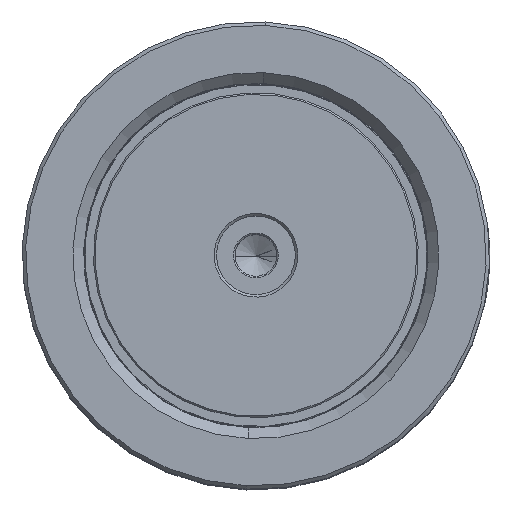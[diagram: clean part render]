
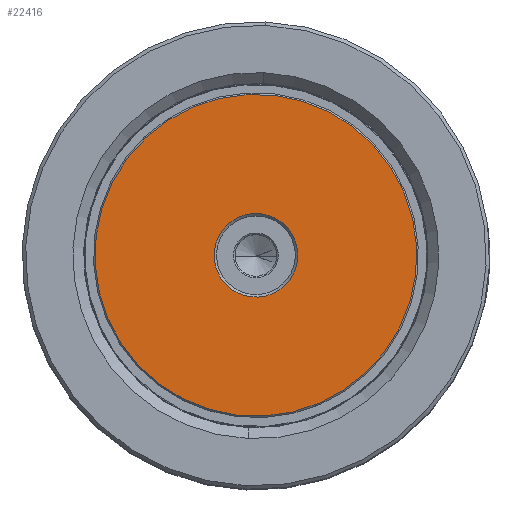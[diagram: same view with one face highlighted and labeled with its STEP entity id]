
A CAD part, top view. The second image highlights one B-rep face of the part: STEP entity #22416.
In plain terms, the highlighted face is planar.
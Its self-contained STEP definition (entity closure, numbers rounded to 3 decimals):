
#1054 = DIRECTION ( 'NONE',  ( 1., 0., 0. ) ) ;
#1903 = AXIS2_PLACEMENT_3D ( 'NONE', #24744, #2029, #28720 ) ;
#2029 = DIRECTION ( 'NONE',  ( 0., 0., 1. ) ) ;
#3562 = AXIS2_PLACEMENT_3D ( 'NONE', #16943, #47308, #4896 ) ;
#4678 = CIRCLE ( 'NONE', #3562, 32.7 ) ;
#4694 = DIRECTION ( 'NONE',  ( 0., 0., -1. ) ) ;
#4896 = DIRECTION ( 'NONE',  ( 1., 0., 0. ) ) ;
#5591 = EDGE_LOOP ( 'NONE', ( #12161, #30810 ) ) ;
#7899 = CARTESIAN_POINT ( 'NONE',  ( -32.7, 0., 0. ) ) ;
#8988 = CIRCLE ( 'NONE', #25732, 8.5 ) ;
#10266 = VERTEX_POINT ( 'NONE', #46168 ) ;
#11717 = EDGE_CURVE ( 'NONE', #10266, #40382, #20627, .T. ) ;
#11980 = DIRECTION ( 'NONE',  ( 1., 0., 0. ) ) ;
#12161 = ORIENTED_EDGE ( 'NONE', *, *, #11717, .T. ) ;
#13166 = AXIS2_PLACEMENT_3D ( 'NONE', #15898, #4694, #1054 ) ;
#13341 = CIRCLE ( 'NONE', #1903, 8.5 ) ;
#13802 = DIRECTION ( 'NONE',  ( 0., 0., 1. ) ) ;
#14823 = CARTESIAN_POINT ( 'NONE',  ( 8.5, 0., 0. ) ) ;
#15898 = CARTESIAN_POINT ( 'NONE',  ( 0., 0., 0. ) ) ;
#16006 = CARTESIAN_POINT ( 'NONE',  ( 0., 0., 0. ) ) ;
#16943 = CARTESIAN_POINT ( 'NONE',  ( 0., 0., 0. ) ) ;
#20627 = CIRCLE ( 'NONE', #13166, 32.7 ) ;
#21101 = EDGE_CURVE ( 'NONE', #43705, #48610, #8988, .T. ) ;
#22346 = ORIENTED_EDGE ( 'NONE', *, *, #21101, .T. ) ;
#22416 = ADVANCED_FACE ( 'NONE', ( #44787, #23334 ), #36887, .F. ) ;
#23334 = FACE_BOUND ( 'NONE', #37841, .T. ) ;
#23617 = ORIENTED_EDGE ( 'NONE', *, *, #33275, .T. ) ;
#24744 = CARTESIAN_POINT ( 'NONE',  ( 0., 0., 0. ) ) ;
#25732 = AXIS2_PLACEMENT_3D ( 'NONE', #16006, #27360, #11980 ) ;
#27360 = DIRECTION ( 'NONE',  ( 0., 0., 1. ) ) ;
#28468 = CARTESIAN_POINT ( 'NONE',  ( -8.5, 0., 0. ) ) ;
#28720 = DIRECTION ( 'NONE',  ( 1., 0., 0. ) ) ;
#29169 = DIRECTION ( 'NONE',  ( 1., 0., 0. ) ) ;
#30810 = ORIENTED_EDGE ( 'NONE', *, *, #40537, .T. ) ;
#33275 = EDGE_CURVE ( 'NONE', #48610, #43705, #13341, .T. ) ;
#33717 = AXIS2_PLACEMENT_3D ( 'NONE', #48368, #13802, #29169 ) ;
#36887 = PLANE ( 'NONE',  #33717 ) ;
#37841 = EDGE_LOOP ( 'NONE', ( #22346, #23617 ) ) ;
#40382 = VERTEX_POINT ( 'NONE', #7899 ) ;
#40537 = EDGE_CURVE ( 'NONE', #40382, #10266, #4678, .T. ) ;
#43705 = VERTEX_POINT ( 'NONE', #28468 ) ;
#44787 = FACE_OUTER_BOUND ( 'NONE', #5591, .T. ) ;
#46168 = CARTESIAN_POINT ( 'NONE',  ( 32.7, 0., 0. ) ) ;
#47308 = DIRECTION ( 'NONE',  ( 0., 0., -1. ) ) ;
#48368 = CARTESIAN_POINT ( 'NONE',  ( 0., 0., 0. ) ) ;
#48610 = VERTEX_POINT ( 'NONE', #14823 ) ;
